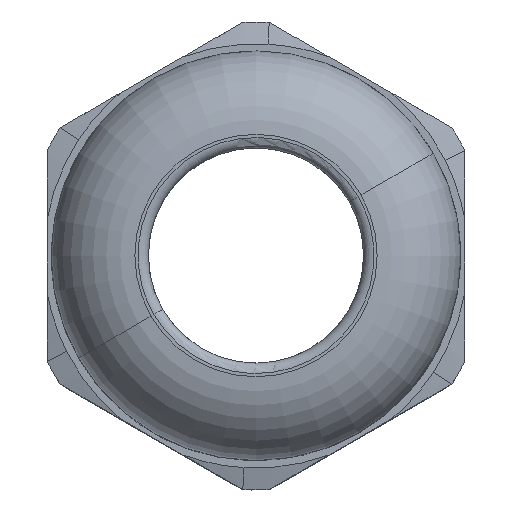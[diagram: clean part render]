
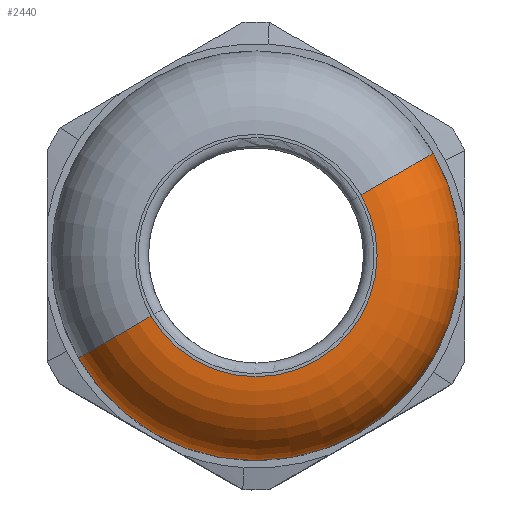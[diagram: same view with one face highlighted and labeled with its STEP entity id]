
A CAD part, top view. The second image highlights one B-rep face of the part: STEP entity #2440.
In plain terms, the highlighted toroidal (fillet/blend) face has major radius 5.8 mm and minor radius 4 mm.
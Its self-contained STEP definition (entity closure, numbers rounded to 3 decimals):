
#2324=AXIS2_PLACEMENT_3D('Circle Axis2P3D',#2322,#2323,$) ;
#2413=AXIS2_PLACEMENT_3D('Torus Axis2P3D',#2410,#2411,#2412) ;
#2417=AXIS2_PLACEMENT_3D('Circle Axis2P3D',#2415,#2416,$) ;
#2424=AXIS2_PLACEMENT_3D('Circle Axis2P3D',#2422,#2423,$) ;
#2431=AXIS2_PLACEMENT_3D('Circle Axis2P3D',#2429,#2430,$) ;
#2319=CARTESIAN_POINT('Vertex',(18.487,16.1,30.5)) ;
#2322=CARTESIAN_POINT('Axis2P3D Location',(10.,11.2,30.5)) ;
#2326=CARTESIAN_POINT('Vertex',(1.513,6.3,30.5)) ;
#2410=CARTESIAN_POINT('Axis2P3D Location',(10.,11.2,30.5)) ;
#2415=CARTESIAN_POINT('Axis2P3D Location',(4.977,8.3,30.5)) ;
#2419=CARTESIAN_POINT('Vertex',(4.977,8.3,34.5)) ;
#2422=CARTESIAN_POINT('Axis2P3D Location',(15.023,14.1,30.5)) ;
#2426=CARTESIAN_POINT('Vertex',(15.023,14.1,34.5)) ;
#2429=CARTESIAN_POINT('Axis2P3D Location',(10.,11.2,34.5)) ;
#2323=DIRECTION('Axis2P3D Direction',(0.,0.,1.)) ;
#2411=DIRECTION('Axis2P3D Direction',(0.,0.,-1.)) ;
#2412=DIRECTION('Axis2P3D XDirection',(0.866,0.5,0.)) ;
#2416=DIRECTION('Axis2P3D Direction',(0.5,-0.866,0.)) ;
#2423=DIRECTION('Axis2P3D Direction',(-0.5,0.866,0.)) ;
#2430=DIRECTION('Axis2P3D Direction',(0.,0.,-1.)) ;
#2435=ORIENTED_EDGE('',*,*,#2421,.F.) ;
#2436=ORIENTED_EDGE('',*,*,#2328,.T.) ;
#2437=ORIENTED_EDGE('',*,*,#2428,.F.) ;
#2438=ORIENTED_EDGE('',*,*,#2433,.T.) ;
#2440=ADVANCED_FACE('VG M16-1/MS OT\\OT',(#2439),#2414,.T.) ;
#2325=CIRCLE('generated circle',#2324,9.8) ;
#2418=CIRCLE('generated circle',#2417,4.) ;
#2425=CIRCLE('generated circle',#2424,4.) ;
#2432=CIRCLE('generated circle',#2431,5.8) ;
#2414=TOROIDAL_SURFACE('homeo Torus',#2413,5.8,4.) ;
#2328=EDGE_CURVE('',#2327,#2320,#2325,.T.) ;
#2421=EDGE_CURVE('',#2327,#2420,#2418,.F.) ;
#2428=EDGE_CURVE('',#2427,#2320,#2425,.T.) ;
#2433=EDGE_CURVE('',#2427,#2420,#2432,.T.) ;
#2434=EDGE_LOOP('',(#2435,#2436,#2437,#2438)) ;
#2439=FACE_OUTER_BOUND('',#2434,.T.) ;
#2320=VERTEX_POINT('',#2319) ;
#2327=VERTEX_POINT('',#2326) ;
#2420=VERTEX_POINT('',#2419) ;
#2427=VERTEX_POINT('',#2426) ;
